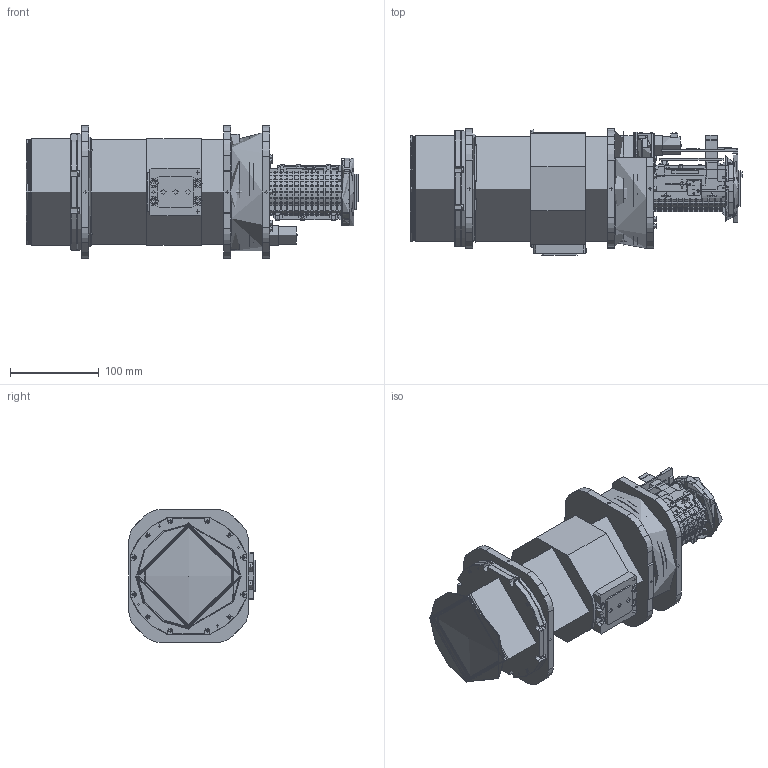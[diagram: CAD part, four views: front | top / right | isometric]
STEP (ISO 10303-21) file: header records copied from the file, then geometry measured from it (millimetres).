
FILE_DESCRIPTION (( 'STEP AP203' ), '1' );
FILE_NAME ('680128.STEP', '2024-06-11T02:23:08', ( 'Windows User' ), ( 'P R C' ), 'SwSTEP 2.0', 'SolidWorks 2020', '' );
FILE_SCHEMA (( 'CONFIG_CONTROL_DESIGN' ));
Length unit declared in the file: millimetre
Products named in the file (1): 680128
Bounding box: 374.3 x 142.5 x 150 mm (x, y, z)
Topology: 0 solids, 142 shells, 4344 faces, 14587 edges, 10310 vertices
Faces by surface type: plane 2700, cylinder 1215, cone 395, bspline 34
Full cylindrical faces by diameter (mm): 0.222 x1, 0.4 x4, 0.75 x4, 0.8 x10, 1 x7, 1.5 x5, 1.567 x4, 1.7 x14, 1.8 x7, 1.9 x1, 2 x16, 2.2 x16, 2.4 x1, 2.459 x20, 2.6 x4, 3 x3, 3.5 x8, 3.8 x7, 4 x10, 4.2 x1, 4.5 x10, 4.917 x7, 5 x3, 5.5 x17, 6 x4, 7 x1, 8 x1, 10 x4, 10.2 x1, 17.9 x1
Entity records: 174417 total; most frequent: CARTESIAN_POINT 56768, ORIENTED_EDGE 24475, DIRECTION 21212, EDGE_CURVE 13994, VERTEX_POINT 10152, VECTOR 7666, LINE 7666, AXIS2_PLACEMENT_3D 6773
